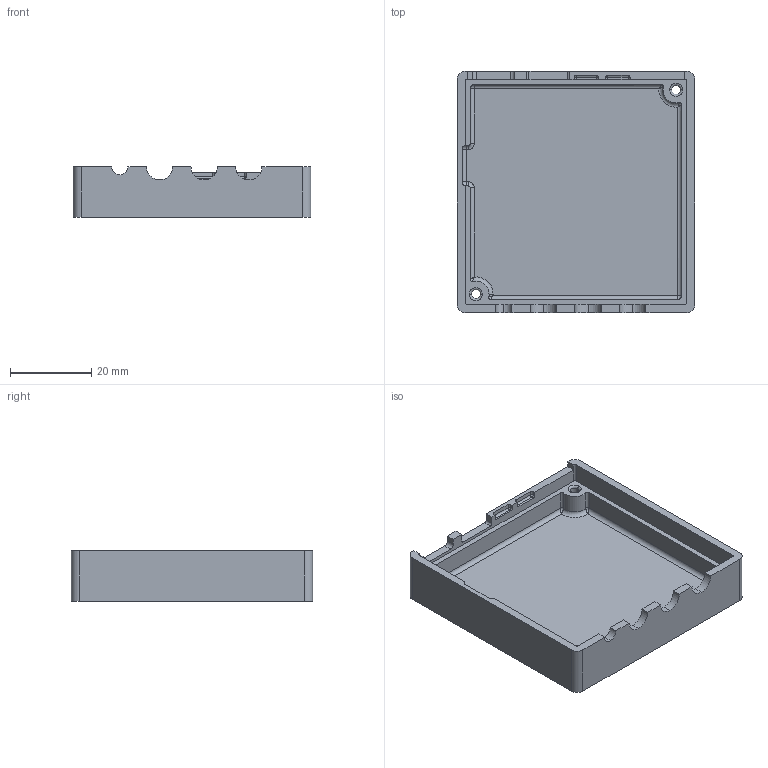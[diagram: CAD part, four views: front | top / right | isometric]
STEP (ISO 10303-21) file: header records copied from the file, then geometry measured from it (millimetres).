
FILE_DESCRIPTION (( 'STEP AP214' ), '1' );
FILE_NAME ('Case_bottom.STEP', '2024-08-23T09:23:44', ( '' ), ( '' ), 'SwSTEP 2.0', 'SolidWorks 2024', '' );
FILE_SCHEMA (( 'AUTOMOTIVE_DESIGN' ));
Length unit declared in the file: millimetre
Products named in the file (1): Case_bottom
Bounding box: 58.7 x 59.5 x 12.5 mm (x, y, z)
Volume: 12639.1 mm3; surface area: 12137.6 mm2
Topology: 1 solids, 1 shells, 368 faces, 972 edges, 623 vertices
Faces by surface type: plane 221, bspline 70, cylinder 56, torus 13, sphere 8
Entity records: 13883 total; most frequent: CARTESIAN_POINT 5190, ORIENTED_EDGE 1920, DIRECTION 1550, EDGE_CURVE 960, LINE 688, VECTOR 688, VERTEX_POINT 623, AXIS2_PLACEMENT_3D 431
